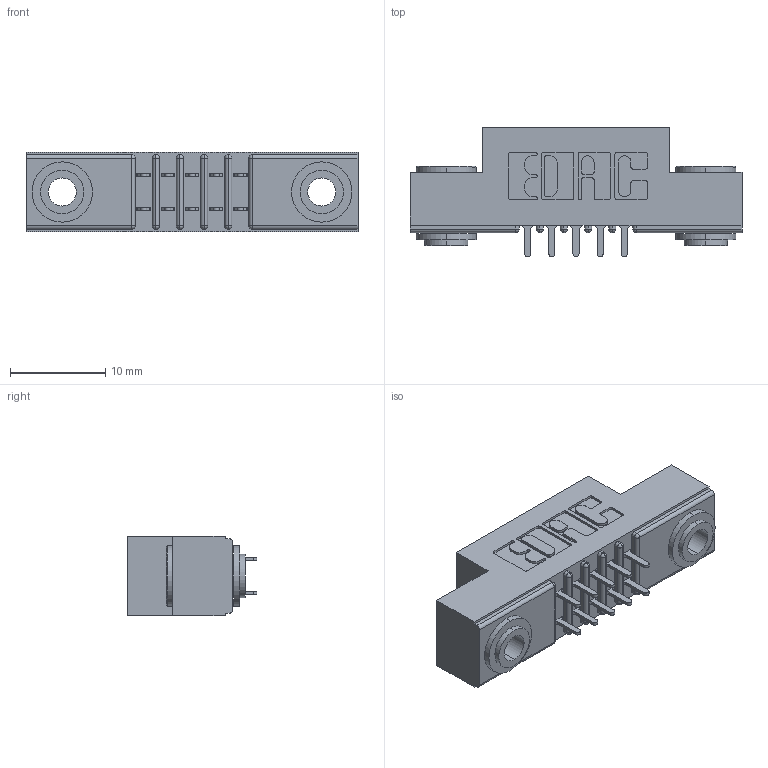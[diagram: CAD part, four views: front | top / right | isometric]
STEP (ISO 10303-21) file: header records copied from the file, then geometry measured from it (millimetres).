
FILE_DESCRIPTION (( 'STEP AP203' ), '1' );
FILE_NAME ('341-010-524-203.STEP', '2019-08-09T16:32:05', ( '' ), ( '' ), 'SwSTEP 2.0', 'SolidWorks 2016', '' );
FILE_SCHEMA (( 'CONFIG_CONTROL_DESIGN' ));
Length unit declared in the file: inch
Products named in the file (4): 341-010-524-203; 341 Part_.156 (3.96) Dia Mounting Holes; 345-250-002_345-250-002-102; 341-292-001_341-292-124
Assembly tree (13 placements, depth 2):
  341-010-524-203
    341 Part_.156 (3.96) Dia Mounting Holes
    341-292-001_341-292-124  x10
    345-250-002_345-250-002-102  x2
Bounding box: 34.92 x 13.64 x 8.38 mm (x, y, z)
Volume: 2035.1 mm3; surface area: 3416.8 mm2
Topology: 13 solids, 13 shells, 828 faces, 2343 edges, 1518 vertices
Faces by surface type: plane 492, cylinder 308, sphere 12, torus 8, cone 8
Entity records: 12045 total; most frequent: CARTESIAN_POINT 1984, DIRECTION 1967, ORIENTED_EDGE 1958, EDGE_CURVE 979, LINE 741, VECTOR 741, VERTEX_POINT 630, AXIS2_PLACEMENT_3D 613
